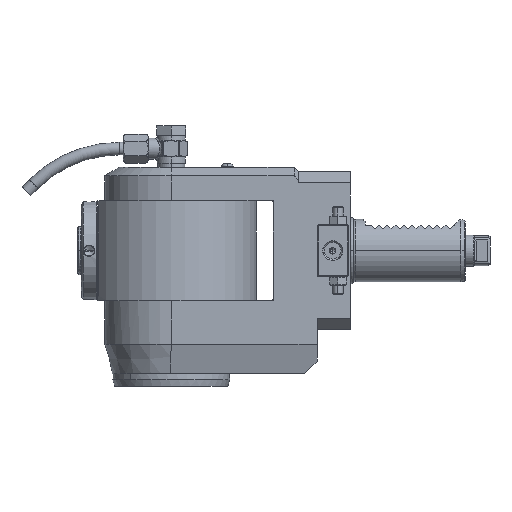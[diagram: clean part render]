
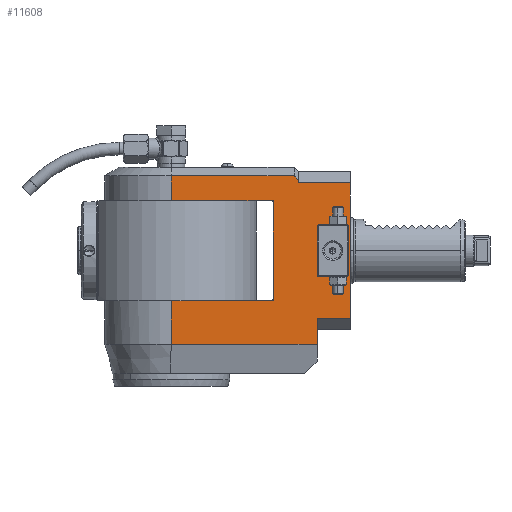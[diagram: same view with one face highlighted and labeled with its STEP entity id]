
A CAD part, left-side view. The second image highlights one B-rep face of the part: STEP entity #11608.
In plain terms, the highlighted planar face has unit normal (-1, 0, 0).
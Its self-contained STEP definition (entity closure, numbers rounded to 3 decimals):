
#27=DIRECTION('',(0.,1.,0.));
#28=VECTOR('',#27,0.433);
#29=CARTESIAN_POINT('',(-32.,-59.433,35.459));
#30=LINE('',#29,#28);
#31=DIRECTION('',(0.,0.655,0.756));
#32=VECTOR('',#31,2.394);
#33=CARTESIAN_POINT('',(-32.,-61.,33.649));
#34=LINE('',#33,#32);
#35=DIRECTION('',(0.,-1.,0.));
#36=VECTOR('',#35,25.);
#37=CARTESIAN_POINT('',(-32.,-61.,32.515));
#38=LINE('',#37,#36);
#39=DIRECTION('',(0.,-1.,0.));
#40=VECTOR('',#39,16.);
#41=CARTESIAN_POINT('',(-32.,-70.,-32.515));
#42=LINE('',#41,#40);
#43=DIRECTION('',(0.,1.,0.));
#44=VECTOR('',#43,23.368);
#45=CARTESIAN_POINT('',(-32.,-49.,24.));
#46=LINE('',#45,#44);
#47=DIRECTION('',(0.,0.,1.));
#48=VECTOR('',#47,24.);
#49=CARTESIAN_POINT('',(-32.,-85.,-12.));
#50=LINE('',#49,#48);
#51=DIRECTION('',(0.,-0.707,-0.707));
#52=VECTOR('',#51,0.707);
#53=CARTESIAN_POINT('',(-32.,-84.5,12.5));
#54=LINE('',#53,#52);
#55=DIRECTION('',(0.,1.,0.));
#56=VECTOR('',#55,14.);
#57=CARTESIAN_POINT('',(-32.,-84.5,12.5));
#58=LINE('',#57,#56);
#59=DIRECTION('',(0.,-0.707,0.707));
#60=VECTOR('',#59,0.707);
#61=CARTESIAN_POINT('',(-32.,-70.,12.));
#62=LINE('',#61,#60);
#63=DIRECTION('',(0.,0.,-1.));
#64=VECTOR('',#63,24.);
#65=CARTESIAN_POINT('',(-32.,-70.,12.));
#66=LINE('',#65,#64);
#67=DIRECTION('',(0.,0.707,0.707));
#68=VECTOR('',#67,0.707);
#69=CARTESIAN_POINT('',(-32.,-70.5,-12.5));
#70=LINE('',#69,#68);
#71=DIRECTION('',(0.,-1.,0.));
#72=VECTOR('',#71,14.);
#73=CARTESIAN_POINT('',(-32.,-70.5,-12.5));
#74=LINE('',#73,#72);
#75=DIRECTION('',(0.,0.707,-0.707));
#76=VECTOR('',#75,0.707);
#77=CARTESIAN_POINT('',(-32.,-85.,-12.));
#78=LINE('',#77,#76);
#83=DIRECTION('',(0.,0.,-1.));
#84=VECTOR('',#83,11.959);
#85=CARTESIAN_POINT('',(-32.,0.,35.959));
#86=LINE('',#85,#84);
#152=DIRECTION('',(0.,1.,0.));
#153=VECTOR('',#152,59.);
#154=CARTESIAN_POINT('',(-32.,-59.,35.959));
#155=LINE('',#154,#153);
#176=DIRECTION('',(0.,0.,1.));
#177=VECTOR('',#176,0.5);
#178=CARTESIAN_POINT('',(-32.,-59.,35.459));
#179=LINE('',#178,#177);
#216=DIRECTION('',(0.,0.,-1.));
#217=VECTOR('',#216,65.03);
#218=CARTESIAN_POINT('',(-32.,-86.,32.515));
#219=LINE('',#218,#217);
#398=DIRECTION('',(0.,0.,1.));
#399=VECTOR('',#398,1.134);
#400=CARTESIAN_POINT('',(-32.,-61.,32.515));
#401=LINE('',#400,#399);
#434=DIRECTION('',(0.,0.,1.));
#435=VECTOR('',#434,12.485);
#436=CARTESIAN_POINT('',(-32.,-70.,-45.));
#437=LINE('',#436,#435);
#454=DIRECTION('',(0.,-1.,0.));
#455=VECTOR('',#454,70.);
#456=CARTESIAN_POINT('',(-32.,0.,
-45.));
#457=LINE('',#456,#455);
#513=DIRECTION('',(0.,0.,-1.));
#514=VECTOR('',#513,21.);
#515=CARTESIAN_POINT('',(-32.,0.,-24.));
#516=LINE('',#515,#514);
#517=CARTESIAN_POINT('',(-32.,0.,-45.001));
#642=DIRECTION('',(0.,1.,0.));
#643=VECTOR('',#642,25.632);
#644=CARTESIAN_POINT('',(-32.,-25.632,-24.));
#645=LINE('',#644,#643);
#668=DIRECTION('',(0.,1.,0.));
#669=VECTOR('',#668,23.368);
#670=CARTESIAN_POINT('',(-32.,-49.,-24.));
#671=LINE('',#670,#669);
#680=DIRECTION('',(0.,0.,-1.));
#681=VECTOR('',#680,48.);
#682=CARTESIAN_POINT('',(-32.,-49.,24.));
#683=LINE('',#682,#681);
#1116=DIRECTION('',(0.,-1.,0.));
#1117=VECTOR('',#1116,25.632);
#1118=CARTESIAN_POINT('',(-32.,0.,24.));
#1119=LINE('',#1118,#1117);
#10293=CARTESIAN_POINT('',(-32.,-61.,33.649));
#10294=CARTESIAN_POINT('',(-32.,-59.433,35.459));
#10295=VERTEX_POINT('',#10293);
#10296=VERTEX_POINT('',#10294);
#10774=CARTESIAN_POINT('',(-32.,-85.,-12.));
#10775=CARTESIAN_POINT('',(-32.,-85.,12.));
#10776=VERTEX_POINT('',#10774);
#10777=VERTEX_POINT('',#10775);
#10778=CARTESIAN_POINT('',(-32.,-84.5,12.5));
#10779=CARTESIAN_POINT('',(-32.,-70.5,12.5));
#10780=VERTEX_POINT('',#10778);
#10781=VERTEX_POINT('',#10779);
#10782=CARTESIAN_POINT('',(-32.,-70.,12.));
#10783=CARTESIAN_POINT('',(-32.,-70.,-12.));
#10784=VERTEX_POINT('',#10782);
#10785=VERTEX_POINT('',#10783);
#10786=CARTESIAN_POINT('',(-32.,-70.5,-12.5));
#10787=CARTESIAN_POINT('',(-32.,-84.5,-12.5));
#10788=VERTEX_POINT('',#10786);
#10789=VERTEX_POINT('',#10787);
#11326=CARTESIAN_POINT('',(-32.,-86.,32.515));
#11328=VERTEX_POINT('',#11326);
#11333=CARTESIAN_POINT('',(-32.,-49.,24.));
#11334=CARTESIAN_POINT('',(-32.,-49.,-24.));
#11335=VERTEX_POINT('',#11333);
#11336=VERTEX_POINT('',#11334);
#11349=CARTESIAN_POINT('',(-32.,-25.632,-24.));
#11350=VERTEX_POINT('',#11349);
#11353=CARTESIAN_POINT('',(-32.,-25.632,24.));
#11354=VERTEX_POINT('',#11353);
#11365=CARTESIAN_POINT('',(-32.,-70.,-45.));
#11367=VERTEX_POINT('',#11365);
#11373=CARTESIAN_POINT('',(-32.,-86.,-32.515));
#11374=VERTEX_POINT('',#11373);
#11379=CARTESIAN_POINT('',(-32.,-70.,-32.515));
#11380=VERTEX_POINT('',#11379);
#11385=CARTESIAN_POINT('',(-32.,-59.,35.959));
#11386=CARTESIAN_POINT('',(-32.,0.,
35.959));
#11387=VERTEX_POINT('',#11385);
#11388=VERTEX_POINT('',#11386);
#11397=VERTEX_POINT('',#517);
#11415=CARTESIAN_POINT('',(-32.,-59.,35.459));
#11417=VERTEX_POINT('',#11415);
#11481=CARTESIAN_POINT('',(-32.,-61.,32.515));
#11482=VERTEX_POINT('',#11481);
#11487=CARTESIAN_POINT('',(-32.,0.,-24.));
#11488=VERTEX_POINT('',#11487);
#11490=CARTESIAN_POINT('',(-32.,0.,24.));
#11492=VERTEX_POINT('',#11490);
#11551=CARTESIAN_POINT('',(-32.,0.,-59.));
#11552=DIRECTION('',(-1.,0.,0.));
#11553=DIRECTION('',(0.,-1.,0.));
#11554=AXIS2_PLACEMENT_3D('',#11551,#11552,#11553);
#11555=PLANE('',#11554);
#11557=ORIENTED_EDGE('',*,*,#11556,.F.);
#11559=ORIENTED_EDGE('',*,*,#11558,.F.);
#11561=ORIENTED_EDGE('',*,*,#11560,.F.);
#11563=ORIENTED_EDGE('',*,*,#11562,.F.);
#11565=ORIENTED_EDGE('',*,*,#11564,.F.);
#11567=ORIENTED_EDGE('',*,*,#11566,.F.);
#11569=ORIENTED_EDGE('',*,*,#11568,.T.);
#11571=ORIENTED_EDGE('',*,*,#11570,.T.);
#11573=ORIENTED_EDGE('',*,*,#11572,.F.);
#11575=ORIENTED_EDGE('',*,*,#11574,.F.);
#11577=ORIENTED_EDGE('',*,*,#11576,.F.);
#11579=ORIENTED_EDGE('',*,*,#11578,.F.);
#11581=ORIENTED_EDGE('',*,*,#11580,.F.);
#11583=ORIENTED_EDGE('',*,*,#11582,.F.);
#11585=ORIENTED_EDGE('',*,*,#11584,.F.);
#11587=ORIENTED_EDGE('',*,*,#11586,.T.);
#11589=ORIENTED_EDGE('',*,*,#11588,.F.);
#11590=EDGE_LOOP('',(#11557,#11559,#11561,#11563,#11565,#11567,#11569,#11571,
#11573,#11575,#11577,#11579,#11581,#11583,#11585,#11587,#11589));
#11591=FACE_OUTER_BOUND('',#11590,.F.);
#11593=ORIENTED_EDGE('',*,*,#11592,.T.);
#11595=ORIENTED_EDGE('',*,*,#11594,.F.);
#11597=ORIENTED_EDGE('',*,*,#11596,.T.);
#11599=ORIENTED_EDGE('',*,*,#11598,.F.);
#11601=ORIENTED_EDGE('',*,*,#11600,.T.);
#11602=ORIENTED_EDGE('',*,*,#11539,.F.);
#11603=ORIENTED_EDGE('',*,*,#11524,.T.);
#11605=ORIENTED_EDGE('',*,*,#11604,.F.);
#11606=EDGE_LOOP('',(#11593,#11595,#11597,#11599,#11601,#11602,#11603,#11605));
#11607=FACE_BOUND('',#11606,.F.);
#11524=EDGE_CURVE('',#10788,#10789,#74,.T.);
#11539=EDGE_CURVE('',#10788,#10785,#70,.T.);
#11556=EDGE_CURVE('',#11388,#11492,#86,.T.);
#11558=EDGE_CURVE('',#11387,#11388,#155,.T.);
#11560=EDGE_CURVE('',#11417,#11387,#179,.T.);
#11562=EDGE_CURVE('',#10296,#11417,#30,.T.);
#11564=EDGE_CURVE('',#10295,#10296,#34,.T.);
#11566=EDGE_CURVE('',#11482,#10295,#401,.T.);
#11568=EDGE_CURVE('',#11482,#11328,#38,.T.);
#11570=EDGE_CURVE('',#11328,#11374,#219,.T.);
#11572=EDGE_CURVE('',#11380,#11374,#42,.T.);
#11574=EDGE_CURVE('',#11367,#11380,#437,.T.);
#11576=EDGE_CURVE('',#11397,#11367,#457,.T.);
#11578=EDGE_CURVE('',#11488,#11397,#516,.T.);
#11580=EDGE_CURVE('',#11350,#11488,#645,.T.);
#11582=EDGE_CURVE('',#11336,#11350,#671,.T.);
#11584=EDGE_CURVE('',#11335,#11336,#683,.T.);
#11586=EDGE_CURVE('',#11335,#11354,#46,.T.);
#11588=EDGE_CURVE('',#11492,#11354,#1119,.T.);
#11592=EDGE_CURVE('',#10776,#10777,#50,.T.);
#11594=EDGE_CURVE('',#10780,#10777,#54,.T.);
#11596=EDGE_CURVE('',#10780,#10781,#58,.T.);
#11598=EDGE_CURVE('',#10784,#10781,#62,.T.);
#11600=EDGE_CURVE('',#10784,#10785,#66,.T.);
#11604=EDGE_CURVE('',#10776,#10789,#78,.T.);
#11608=ADVANCED_FACE('',(#11591,#11607),#11555,.T.);
